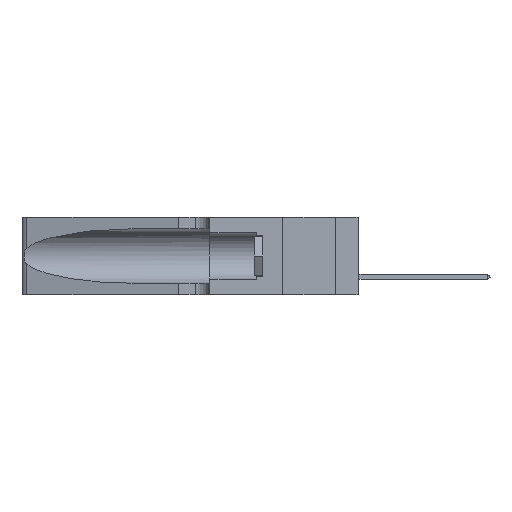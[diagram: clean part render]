
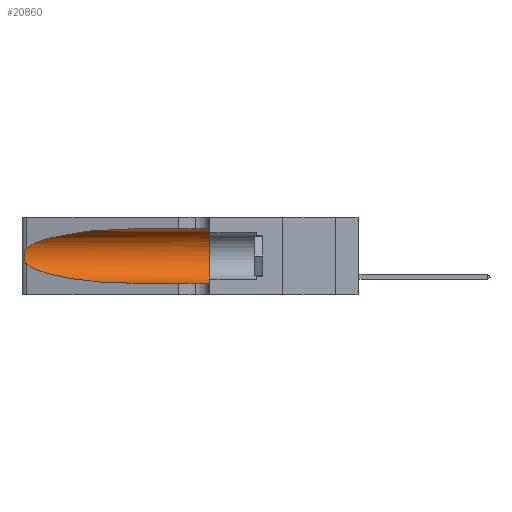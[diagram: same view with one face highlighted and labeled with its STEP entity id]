
A CAD part, left-side view. The second image highlights one B-rep face of the part: STEP entity #20860.
In plain terms, the highlighted cylindrical face has radius 3.308 mm (diameter 6.617 mm), a partial arc.
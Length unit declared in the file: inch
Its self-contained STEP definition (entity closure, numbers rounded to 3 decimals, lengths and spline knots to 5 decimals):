
#293 = VERTEX_POINT ( 'NONE', #10272 ) ;
#623 = VERTEX_POINT ( 'NONE', #9638 ) ;
#1378 = CARTESIAN_POINT ( 'NONE',  ( 0.25487, 1.22718, 0.14631 ) ) ;
#1751 = CARTESIAN_POINT ( 'NONE',  ( 0.25639, 1.23186, 0.15144 ) ) ;
#2592 =( BOUNDED_CURVE ( )  B_SPLINE_CURVE ( 3, ( #19606, #5276, #21369, #15225 ),
 .UNSPECIFIED., .F., .F. ) 
 B_SPLINE_CURVE_WITH_KNOTS ( ( 4, 4 ),
 ( 3.44316, 4.71239 ),
 .UNSPECIFIED. ) 
 CURVE ( )  GEOMETRIC_REPRESENTATION_ITEM ( )  RATIONAL_B_SPLINE_CURVE ( ( 1., 0.87, 0.87, 1. ) ) 
 REPRESENTATION_ITEM ( '' )  );
#2740 = EDGE_CURVE ( 'NONE', #623, #3444, #2923, .T. ) ;
#2923 =( BOUNDED_CURVE ( )  B_SPLINE_CURVE ( 3, ( #24907, #24820, #14332, #18423 ),
 .UNSPECIFIED., .F., .F. ) 
 B_SPLINE_CURVE_WITH_KNOTS ( ( 4, 4 ),
 ( 1.5708, 2.84003 ),
 .UNSPECIFIED. ) 
 CURVE ( )  GEOMETRIC_REPRESENTATION_ITEM ( )  RATIONAL_B_SPLINE_CURVE ( ( 1., 0.87, 0.87, 1. ) ) 
 REPRESENTATION_ITEM ( '' )  );
#3188 = ORIENTED_EDGE ( 'NONE', *, *, #18380, .F. ) ;
#3444 = VERTEX_POINT ( 'NONE', #9110 ) ;
#3793 = CARTESIAN_POINT ( 'NONE',  ( 0.25555, 1.22993, 0.14849 ) ) ;
#4031 = CARTESIAN_POINT ( 'NONE',  ( 0.1305, 0.35, 0.05475 ) ) ;
#4101 = CARTESIAN_POINT ( 'NONE',  ( 0.1305, 0.35, 0.185 ) ) ;
#5276 = CARTESIAN_POINT ( 'NONE',  ( 0.2373, 1.15595, 0.08982 ) ) ;
#5743 = B_SPLINE_CURVE_WITH_KNOTS ( 'NONE', 3,
 ( #26230, #17950, #13852, #7940, #14032, #12056, #19844, #23941, #13766, #18035, #20012, #1751, #3793, #1378 ),
 .UNSPECIFIED., .F., .F.,
 ( 4, 2, 2, 2, 2, 2, 4 ),
 ( 0., 0.00027, 0.00053, 0.00107, 0.0016, 0.00187, 0.00214 ),
 .UNSPECIFIED. ) ;
#5840 = DIRECTION ( 'NONE',  ( 0., -1., 0. ) ) ;
#6487 = EDGE_CURVE ( 'NONE', #3444, #293, #5743, .T. ) ;
#6626 = VECTOR ( 'NONE', #12017, 39.37008 ) ;
#6644 = AXIS2_PLACEMENT_3D ( 'NONE', #13819, #5840, #20335 ) ;
#7144 = VERTEX_POINT ( 'NONE', #4031 ) ;
#7252 = CYLINDRICAL_SURFACE ( 'NONE', #6644, 0.13025 ) ;
#7940 = CARTESIAN_POINT ( 'NONE',  ( 0.25787, 1.23484, 0.2124 ) ) ;
#8179 = VECTOR ( 'NONE', #21846, 39.37008 ) ;
#8402 = ORIENTED_EDGE ( 'NONE', *, *, #2740, .T. ) ;
#8415 = EDGE_CURVE ( 'NONE', #293, #14571, #2592, .T. ) ;
#8806 = EDGE_CURVE ( 'NONE', #12630, #7144, #25924, .T. ) ;
#9110 = CARTESIAN_POINT ( 'NONE',  ( 0.25487, 1.22718, 0.22369 ) ) ;
#9638 = CARTESIAN_POINT ( 'NONE',  ( 0.1305, 0.72297, 0.31525 ) ) ;
#10272 = CARTESIAN_POINT ( 'NONE',  ( 0.25487, 1.22718, 0.14631 ) ) ;
#11606 = AXIS2_PLACEMENT_3D ( 'NONE', #4101, #14253, #20067 ) ;
#12017 = DIRECTION ( 'NONE',  ( 0., -1., 0. ) ) ;
#12056 = CARTESIAN_POINT ( 'NONE',  ( 0.26018, 1.23835, 0.19895 ) ) ;
#12630 = VERTEX_POINT ( 'NONE', #23881 ) ;
#12732 = LINE ( 'NONE', #23902, #6626 ) ;
#13766 = CARTESIAN_POINT ( 'NONE',  ( 0.26017, 1.23833, 0.17102 ) ) ;
#13819 = CARTESIAN_POINT ( 'NONE',  ( 0.1305, 1.61858, 0.185 ) ) ;
#13852 = CARTESIAN_POINT ( 'NONE',  ( 0.25639, 1.23184, 0.21858 ) ) ;
#14032 = CARTESIAN_POINT ( 'NONE',  ( 0.25854, 1.2359, 0.20912 ) ) ;
#14041 = FACE_OUTER_BOUND ( 'NONE', #15433, .T. ) ;
#14253 = DIRECTION ( 'NONE',  ( 0., 1., 0. ) ) ;
#14332 = CARTESIAN_POINT ( 'NONE',  ( 0.2373, 1.15595, 0.28018 ) ) ;
#14571 = VERTEX_POINT ( 'NONE', #17831 ) ;
#15225 = CARTESIAN_POINT ( 'NONE',  ( 0.1305, 0.72297, 0.05475 ) ) ;
#15433 = EDGE_LOOP ( 'NONE', ( #8402, #20037, #21880, #17327, #20130, #3188 ) ) ;
#15565 = LINE ( 'NONE', #15853, #8179 ) ;
#15853 = CARTESIAN_POINT ( 'NONE',  ( 0.1305, 1.61858, 0.31525 ) ) ;
#17106 = EDGE_CURVE ( 'NONE', #14571, #7144, #12732, .T. ) ;
#17327 = ORIENTED_EDGE ( 'NONE', *, *, #17106, .T. ) ;
#17831 = CARTESIAN_POINT ( 'NONE',  ( 0.1305, 0.72297, 0.05475 ) ) ;
#17950 = CARTESIAN_POINT ( 'NONE',  ( 0.25555, 1.22994, 0.2215 ) ) ;
#18035 = CARTESIAN_POINT ( 'NONE',  ( 0.25856, 1.23593, 0.16098 ) ) ;
#18380 = EDGE_CURVE ( 'NONE', #623, #12630, #15565, .T. ) ;
#18423 = CARTESIAN_POINT ( 'NONE',  ( 0.25487, 1.22718, 0.22369 ) ) ;
#19606 = CARTESIAN_POINT ( 'NONE',  ( 0.25487, 1.22718, 0.14631 ) ) ;
#19844 = CARTESIAN_POINT ( 'NONE',  ( 0.26075, 1.23896, 0.19203 ) ) ;
#20012 = CARTESIAN_POINT ( 'NONE',  ( 0.25789, 1.23486, 0.15765 ) ) ;
#20037 = ORIENTED_EDGE ( 'NONE', *, *, #6487, .T. ) ;
#20067 = DIRECTION ( 'NONE',  ( 0., 0., 1. ) ) ;
#20130 = ORIENTED_EDGE ( 'NONE', *, *, #8806, .F. ) ;
#20335 = DIRECTION ( 'NONE',  ( 0., 0., -1. ) ) ;
#20860 = ADVANCED_FACE ( 'NONE', ( #14041 ), #7252, .F. ) ;
#21369 = CARTESIAN_POINT ( 'NONE',  ( 0.18966, 0.96281, 0.05475 ) ) ;
#21846 = DIRECTION ( 'NONE',  ( 0., -1., 0. ) ) ;
#21880 = ORIENTED_EDGE ( 'NONE', *, *, #8415, .T. ) ;
#23881 = CARTESIAN_POINT ( 'NONE',  ( 0.1305, 0.35, 0.31525 ) ) ;
#23902 = CARTESIAN_POINT ( 'NONE',  ( 0.1305, 1.61858, 0.05475 ) ) ;
#23941 = CARTESIAN_POINT ( 'NONE',  ( 0.26075, 1.23896, 0.178 ) ) ;
#24820 = CARTESIAN_POINT ( 'NONE',  ( 0.18966, 0.96281, 0.31525 ) ) ;
#24907 = CARTESIAN_POINT ( 'NONE',  ( 0.1305, 0.72297, 0.31525 ) ) ;
#25924 = CIRCLE ( 'NONE', #11606, 0.13025 ) ;
#26230 = CARTESIAN_POINT ( 'NONE',  ( 0.25487, 1.22718, 0.22369 ) ) ;
